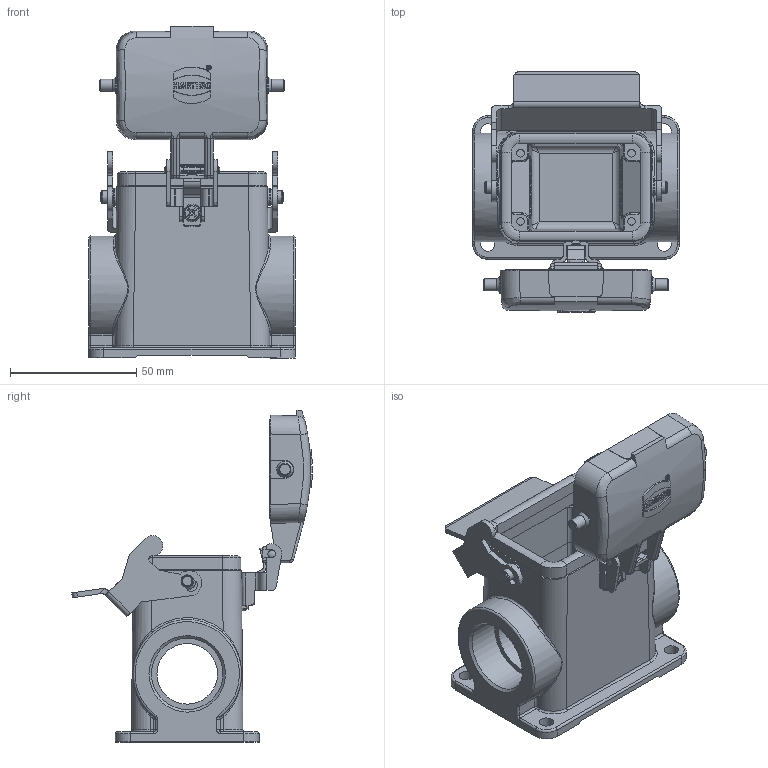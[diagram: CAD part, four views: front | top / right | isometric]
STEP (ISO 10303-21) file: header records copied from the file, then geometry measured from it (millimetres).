
FILE_DESCRIPTION((''),'2;1');
FILE_NAME('04300062297.stp','2020-07-07T15:14:29',('e.eickhoff'),(''),'Autodesk Inventor 2012','Autodesk Inventor 2012','');
FILE_SCHEMA(('AUTOMOTIVE_DESIGN { 1 0 10303 214 1 1 1 1 }'));
Length unit declared in the file: millimetre
Products named in the file (3): 04300062297; Metallbügel 1
Assembly tree (2 placements, depth 2):
  04300062297
    04300062297
    Metallbügel 1
Bounding box: 82 x 95.32 x 131.59 mm (x, y, z)
Volume: 125695.1 mm3; surface area: 57947.7 mm2
Topology: 3 solids, 3 shells, 770 faces, 1977 edges, 1240 vertices
Faces by surface type: plane 299, cylinder 248, bspline 146, torus 34, cone 29, sphere 14
Full cylindrical faces by diameter (mm): 2 x2, 2.95 x2, 3 x6, 4 x2, 4.75 x2, 4.8 x2, 5 x2, 5.6 x4, 6.5 x2, 7 x3, 24 x2, 28.3 x2
Entity records: 28613 total; most frequent: CARTESIAN_POINT 10015, ORIENTED_EDGE 3792, DIRECTION 3658, EDGE_CURVE 1896, AXIS2_PLACEMENT_3D 1342, VERTEX_POINT 1220, VECTOR 974, LINE 974
